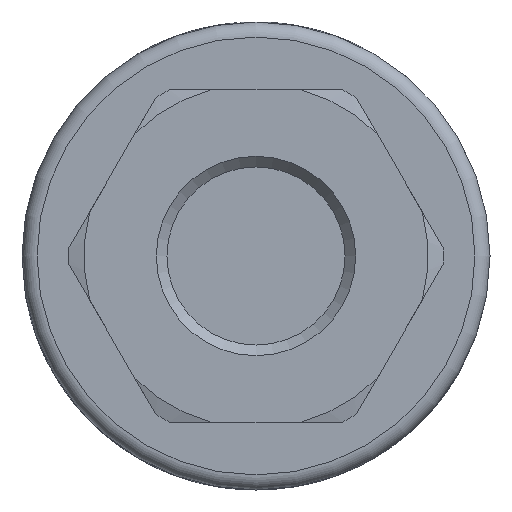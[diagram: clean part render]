
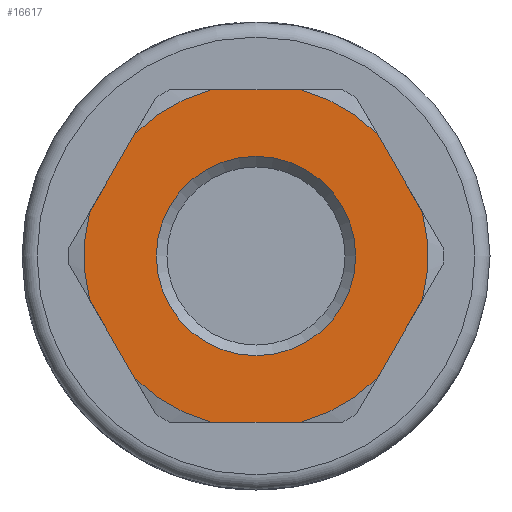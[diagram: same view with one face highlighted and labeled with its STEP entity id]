
A CAD part, left-side view. The second image highlights one B-rep face of the part: STEP entity #16617.
In plain terms, the highlighted planar face has unit normal (-1, 0, 0).
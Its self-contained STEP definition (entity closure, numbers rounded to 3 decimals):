
#40=FACE_BOUND($,#4301,.T.);
#180=CIRCLE($,#17514,11.4);
#195=CIRCLE($,#17539,11.4);
#196=CIRCLE($,#17541,11.4);
#197=CIRCLE($,#17543,11.4);
#198=CIRCLE($,#17545,11.4);
#199=CIRCLE($,#17547,11.4);
#200=CIRCLE($,#17554,6.6);
#901=LINE($,#28613,#1927);
#911=LINE($,#28689,#1937);
#912=LINE($,#28691,#1938);
#913=LINE($,#28693,#1939);
#914=LINE($,#28695,#1940);
#915=LINE($,#28697,#1941);
#1927=VECTOR($,#18449,5.987);
#1937=VECTOR($,#18501,5.987);
#1938=VECTOR($,#18504,5.987);
#1939=VECTOR($,#18507,5.987);
#1940=VECTOR($,#18510,5.987);
#1941=VECTOR($,#18513,5.987);
#2934=PLANE($,#17553);
#3400=FACE_OUTER_BOUND($,#4300,.T.);
#4300=EDGE_LOOP($,(#10985,#10986,#10987,#10988,#10989,#10990,#10991,#10992,
#10993,#10994,#10995,#10996));
#4301=EDGE_LOOP($,(#10997));
#6518=VERTEX_POINT($,#28550);
#6519=VERTEX_POINT($,#28554);
#6536=VERTEX_POINT($,#28608);
#6546=VERTEX_POINT($,#28643);
#6547=VERTEX_POINT($,#28647);
#6548=VERTEX_POINT($,#28653);
#6549=VERTEX_POINT($,#28657);
#6550=VERTEX_POINT($,#28663);
#6551=VERTEX_POINT($,#28667);
#6552=VERTEX_POINT($,#28673);
#6553=VERTEX_POINT($,#28677);
#6554=VERTEX_POINT($,#28683);
#6555=VERTEX_POINT($,#28699);
#8237=EDGE_CURVE($,#6519,#6518,#180,.T.);
#8258=EDGE_CURVE($,#6536,#6519,#901,.T.);
#8275=EDGE_CURVE($,#6546,#6547,#195,.T.);
#8278=EDGE_CURVE($,#6548,#6549,#196,.T.);
#8281=EDGE_CURVE($,#6550,#6551,#197,.T.);
#8284=EDGE_CURVE($,#6552,#6553,#198,.T.);
#8286=EDGE_CURVE($,#6554,#6536,#199,.T.);
#8287=EDGE_CURVE($,#6553,#6554,#911,.T.);
#8288=EDGE_CURVE($,#6551,#6552,#912,.T.);
#8289=EDGE_CURVE($,#6549,#6550,#913,.T.);
#8290=EDGE_CURVE($,#6547,#6548,#914,.T.);
#8291=EDGE_CURVE($,#6518,#6546,#915,.T.);
#8292=EDGE_CURVE($,#6555,#6555,#200,.T.);
#10985=ORIENTED_EDGE($,*,*,#8291,.T.);
#10986=ORIENTED_EDGE($,*,*,#8275,.T.);
#10987=ORIENTED_EDGE($,*,*,#8290,.T.);
#10988=ORIENTED_EDGE($,*,*,#8278,.T.);
#10989=ORIENTED_EDGE($,*,*,#8289,.T.);
#10990=ORIENTED_EDGE($,*,*,#8281,.T.);
#10991=ORIENTED_EDGE($,*,*,#8288,.T.);
#10992=ORIENTED_EDGE($,*,*,#8284,.T.);
#10993=ORIENTED_EDGE($,*,*,#8287,.T.);
#10994=ORIENTED_EDGE($,*,*,#8286,.T.);
#10995=ORIENTED_EDGE($,*,*,#8258,.T.);
#10996=ORIENTED_EDGE($,*,*,#8237,.T.);
#10997=ORIENTED_EDGE($,*,*,#8292,.F.);
#16617=ADVANCED_FACE($,(#3400,#40),#2934,.T.);
#17514=AXIS2_PLACEMENT_3D($,#28555,#18418,#18419);
#17539=AXIS2_PLACEMENT_3D($,#28651,#18481,#18482);
#17541=AXIS2_PLACEMENT_3D($,#28661,#18485,#18486);
#17543=AXIS2_PLACEMENT_3D($,#28671,#18489,#18490);
#17545=AXIS2_PLACEMENT_3D($,#28681,#18493,#18494);
#17547=AXIS2_PLACEMENT_3D($,#28687,#18497,#18498);
#17553=AXIS2_PLACEMENT_3D($,#28698,#18514,#18515);
#17554=AXIS2_PLACEMENT_3D($,#28700,#18516,#18517);
#18418=DIRECTION('center_axis',(-1.,0.,0.));
#18419=DIRECTION('ref_axis',(0.,0.,-1.));
#18449=DIRECTION($,(0.,1.,0.));
#18481=DIRECTION('center_axis',(-1.,0.,0.));
#18482=DIRECTION('ref_axis',(0.,0.,-1.));
#18485=DIRECTION('center_axis',(-1.,0.,0.));
#18486=DIRECTION('ref_axis',(0.,0.,-1.));
#18489=DIRECTION('center_axis',(-1.,0.,0.));
#18490=DIRECTION('ref_axis',(0.,0.,-1.));
#18493=DIRECTION('center_axis',(-1.,0.,0.));
#18494=DIRECTION('ref_axis',(0.,0.,-1.));
#18497=DIRECTION('center_axis',(-1.,0.,0.));
#18498=DIRECTION('ref_axis',(0.,0.,-1.));
#18501=DIRECTION($,(0.,0.5,0.866));
#18504=DIRECTION($,(0.,-0.5,0.866));
#18507=DIRECTION($,(0.,-1.,0.));
#18510=DIRECTION($,(0.,-0.5,-0.866));
#18513=DIRECTION($,(0.,0.5,-0.866));
#18514=DIRECTION('center_axis',(-1.,0.,0.));
#18515=DIRECTION('ref_axis',(0.,0.,-1.));
#18516=DIRECTION('center_axis',(-1.,0.,0.));
#18517=DIRECTION('ref_axis',(0.,-1.,0.));
#28550=CARTESIAN_POINT('',(-38.,8.03,8.092));
#28554=CARTESIAN_POINT('',(-38.,2.993,11.));
#28555=CARTESIAN_POINT('Origin',(-38.,0.,0.));
#28608=CARTESIAN_POINT('',(-38.,-2.993,11.));
#28613=CARTESIAN_POINT($,(-38.,0.088,11.));
#28643=CARTESIAN_POINT('',(-38.,11.023,2.908));
#28647=CARTESIAN_POINT('',(-38.,11.023,-2.908));
#28651=CARTESIAN_POINT('Origin',(-38.,0.,0.));
#28653=CARTESIAN_POINT('',(-38.,8.03,-8.092));
#28657=CARTESIAN_POINT('',(-38.,2.993,-11.));
#28661=CARTESIAN_POINT('Origin',(-38.,0.,0.));
#28663=CARTESIAN_POINT('',(-38.,-2.993,-11.));
#28667=CARTESIAN_POINT('',(-38.,-8.03,-8.092));
#28671=CARTESIAN_POINT('Origin',(-38.,0.,0.));
#28673=CARTESIAN_POINT('',(-38.,-11.023,-2.908));
#28677=CARTESIAN_POINT('',(-38.,-11.023,2.908));
#28681=CARTESIAN_POINT('Origin',(-38.,0.,0.));
#28683=CARTESIAN_POINT('',(-38.,-8.03,8.092));
#28687=CARTESIAN_POINT('Origin',(-38.,0.,0.));
#28689=CARTESIAN_POINT($,(-38.,-10.22,4.299));
#28691=CARTESIAN_POINT($,(-38.,-7.358,-9.256));
#28693=CARTESIAN_POINT($,(-38.,5.812,-11.));
#28695=CARTESIAN_POINT($,(-38.,11.695,-1.744));
#28697=CARTESIAN_POINT($,(-38.,8.833,6.701));
#28698=CARTESIAN_POINT('Origin',(-38.,5.9,0.));
#28699=CARTESIAN_POINT('',(-38.,6.6,0.));
#28700=CARTESIAN_POINT('Origin',(-38.,0.,0.));
